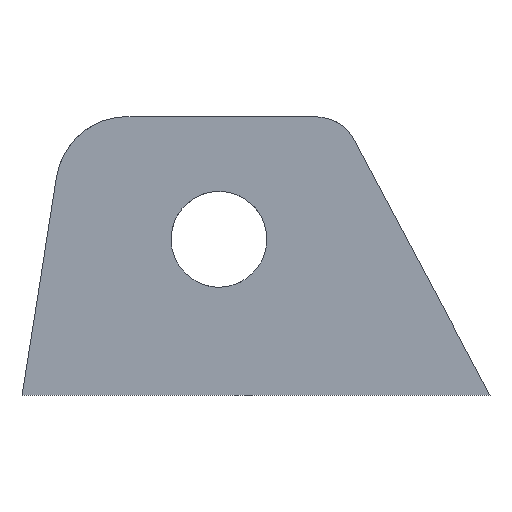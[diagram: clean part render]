
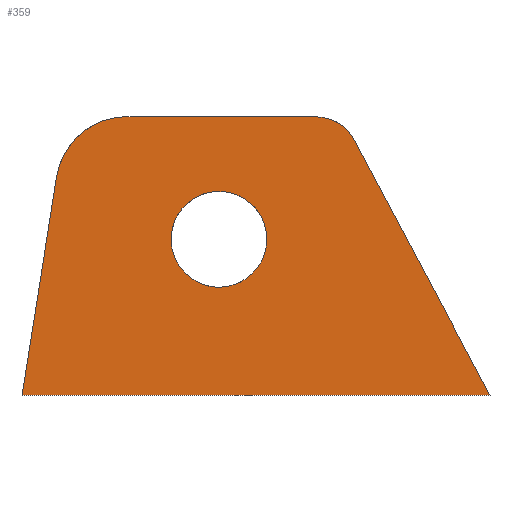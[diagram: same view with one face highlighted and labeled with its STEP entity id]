
A CAD part, top view. The second image highlights one B-rep face of the part: STEP entity #359.
In plain terms, the highlighted free-form (B-spline) face has degree [1, 1] with [2, 2] control points.
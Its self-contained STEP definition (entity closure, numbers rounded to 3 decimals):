
#6 = FACE_BOUND ( 'NONE', #240, .T. ) ;
#8 = CARTESIAN_POINT ( 'NONE',  ( 309.58, 74.609, 8. ) ) ;
#10 = VERTEX_POINT ( 'NONE', #258 ) ;
#19 = CARTESIAN_POINT ( 'NONE',  ( 113.778, 172.615, 8. ) ) ;
#21 = CARTESIAN_POINT ( 'NONE',  ( 208.161, 132.015, 8. ) ) ;
#30 = CARTESIAN_POINT ( 'NONE',  ( 96.995, 199.609, 8. ) ) ;
#31 = ORIENTED_EDGE ( 'NONE', *, *, #133, .F. ) ;
#36 = ORIENTED_EDGE ( 'NONE', *, *, #281, .F. ) ;
#52 =( BOUNDED_CURVE ( )  B_SPLINE_CURVE ( 3, ( #360, #197, #395, #300 ),
 .UNSPECIFIED., .F., .T. ) 
 B_SPLINE_CURVE_WITH_KNOTS ( ( 4, 4 ),
 ( -3.142, 0. ),
 .UNSPECIFIED. ) 
 CURVE ( )  GEOMETRIC_REPRESENTATION_ITEM ( )  RATIONAL_B_SPLINE_CURVE ( ( 1., 0.333, 0.333, 1. ) ) 
 REPRESENTATION_ITEM ( '' )  );
#54 = CARTESIAN_POINT ( 'NONE',  ( 229.838, 199.609, 8. ) ) ;
#58 = CARTESIAN_POINT ( 'NONE',  ( 98.256, 74.609, 8. ) ) ;
#59 = CARTESIAN_POINT ( 'NONE',  ( 165.161, 144.609, 8. ) ) ;
#63 = CARTESIAN_POINT ( 'NONE',  ( 247.497, 188.999, 8. ) ) ;
#71 = CARTESIAN_POINT ( 'NONE',  ( 308.319, 74.609, 8. ) ) ;
#74 = ORIENTED_EDGE ( 'NONE', *, *, #220, .F. ) ;
#84 = CARTESIAN_POINT ( 'NONE',  ( 247.497, 188.999, 8. ) ) ;
#85 = CARTESIAN_POINT ( 'NONE',  ( 98.256, 74.609, 8. ) ) ;
#90 = EDGE_CURVE ( 'NONE', #396, #204, #254, .T. ) ;
#91 = CARTESIAN_POINT ( 'NONE',  ( 229.838, 199.609, 8. ) ) ;
#95 = CARTESIAN_POINT ( 'NONE',  ( 128.896, 199.609, 8. ) ) ;
#97 = CARTESIAN_POINT ( 'NONE',  ( 165.161, 144.609, 8. ) ) ;
#102 = VERTEX_POINT ( 'NONE', #91 ) ;
#105 =( BOUNDED_CURVE ( )  B_SPLINE_CURVE ( 3, ( #59, #413, #192, #326, #265, #21, #164 ),
 .UNSPECIFIED., .F., .T. ) 
 B_SPLINE_CURVE_WITH_KNOTS ( ( 4, 3, 4 ),
 ( -3.142, -1.571, 0. ),
 .UNSPECIFIED. ) 
 CURVE ( )  GEOMETRIC_REPRESENTATION_ITEM ( )  RATIONAL_B_SPLINE_CURVE ( ( 1., 0.805, 0.805, 1., 0.805, 0.805, 1. ) ) 
 REPRESENTATION_ITEM ( '' )  );
#110 = ORIENTED_EDGE ( 'NONE', *, *, #246, .F. ) ;
#118 = EDGE_CURVE ( 'NONE', #204, #305, #299, .T. ) ;
#129 =( BOUNDED_CURVE ( )  B_SPLINE_CURVE ( 3, ( #19, #263, #95, #224 ),
 .UNSPECIFIED., .F., .T. ) 
 B_SPLINE_CURVE_WITH_KNOTS ( ( 4, 4 ),
 ( -1.414, 0. ),
 .UNSPECIFIED. ) 
 CURVE ( )  GEOMETRIC_REPRESENTATION_ITEM ( )  RATIONAL_B_SPLINE_CURVE ( ( 1., 0.84, 0.84, 1. ) ) 
 REPRESENTATION_ITEM ( '' )  );
#133 = EDGE_CURVE ( 'NONE', #231, #396, #229, .T. ) ;
#140 = B_SPLINE_CURVE_WITH_KNOTS ( 'NONE', 1,
 ( #386, #388 ),
 .UNSPECIFIED., .F., .F.,
 ( 2, 2 ),
 ( 0., 1. ),
 .UNSPECIFIED. ) ;
#164 = CARTESIAN_POINT ( 'NONE',  ( 208.161, 144.609, 8. ) ) ;
#165 = CARTESIAN_POINT ( 'NONE',  ( 113.778, 172.615, 8. ) ) ;
#167 = CARTESIAN_POINT ( 'NONE',  ( 208.161, 144.609, 8. ) ) ;
#173 = CARTESIAN_POINT ( 'NONE',  ( 308.319, 74.609, 8. ) ) ;
#177 = CARTESIAN_POINT ( 'NONE',  ( 96.995, 74.609, 8. ) ) ;
#192 = CARTESIAN_POINT ( 'NONE',  ( 174.066, 123.109, 8. ) ) ;
#194 = EDGE_LOOP ( 'NONE', ( #74, #245, #313, #319, #31, #110 ) ) ;
#195 = CARTESIAN_POINT ( 'NONE',  ( 243.934, 195.7, 8. ) ) ;
#196 = ORIENTED_EDGE ( 'NONE', *, *, #209, .F. ) ;
#197 = CARTESIAN_POINT ( 'NONE',  ( 208.161, 187.609, 8. ) ) ;
#204 = VERTEX_POINT ( 'NONE', #295 ) ;
#209 = EDGE_CURVE ( 'NONE', #262, #226, #52, .T. ) ;
#213 = CARTESIAN_POINT ( 'NONE',  ( 308.319, 74.609, 8. ) ) ;
#220 = EDGE_CURVE ( 'NONE', #10, #102, #140, .T. ) ;
#222 = CARTESIAN_POINT ( 'NONE',  ( 113.778, 172.615, 8. ) ) ;
#224 = CARTESIAN_POINT ( 'NONE',  ( 145.384, 199.609, 8. ) ) ;
#226 = VERTEX_POINT ( 'NONE', #97 ) ;
#229 = B_SPLINE_CURVE_WITH_KNOTS ( 'NONE', 1,
 ( #84, #71 ),
 .UNSPECIFIED., .F., .F.,
 ( 2, 2 ),
 ( 0., 1. ),
 .UNSPECIFIED. ) ;
#231 = VERTEX_POINT ( 'NONE', #63 ) ;
#240 = EDGE_LOOP ( 'NONE', ( #36, #196 ) ) ;
#245 = ORIENTED_EDGE ( 'NONE', *, *, #267, .F. ) ;
#246 = EDGE_CURVE ( 'NONE', #102, #231, #324, .T. ) ;
#254 = B_SPLINE_CURVE_WITH_KNOTS ( 'NONE', 1,
 ( #213, #85 ),
 .UNSPECIFIED., .F., .F.,
 ( 2, 2 ),
 ( 0., 1. ),
 .UNSPECIFIED. ) ;
#258 = CARTESIAN_POINT ( 'NONE',  ( 145.384, 199.609, 8. ) ) ;
#262 = VERTEX_POINT ( 'NONE', #167 ) ;
#263 = CARTESIAN_POINT ( 'NONE',  ( 116.358, 188.901, 8. ) ) ;
#265 = CARTESIAN_POINT ( 'NONE',  ( 199.255, 123.109, 8. ) ) ;
#267 = EDGE_CURVE ( 'NONE', #305, #10, #129, .T. ) ;
#275 = FACE_OUTER_BOUND ( 'NONE', #194, .T. ) ;
#281 = EDGE_CURVE ( 'NONE', #226, #262, #105, .T. ) ;
#295 = CARTESIAN_POINT ( 'NONE',  ( 98.256, 74.609, 8. ) ) ;
#299 = B_SPLINE_CURVE_WITH_KNOTS ( 'NONE', 1,
 ( #58, #222 ),
 .UNSPECIFIED., .F., .F.,
 ( 2, 2 ),
 ( 0., 1. ),
 .UNSPECIFIED. ) ;
#300 = CARTESIAN_POINT ( 'NONE',  ( 165.161, 144.609, 8. ) ) ;
#302 = CARTESIAN_POINT ( 'NONE',  ( 309.58, 199.609, 8. ) ) ;
#305 = VERTEX_POINT ( 'NONE', #165 ) ;
#313 = ORIENTED_EDGE ( 'NONE', *, *, #118, .F. ) ;
#319 = ORIENTED_EDGE ( 'NONE', *, *, #90, .F. ) ;
#324 =( BOUNDED_CURVE ( )  B_SPLINE_CURVE ( 3, ( #54, #417, #195, #364 ),
 .UNSPECIFIED., .F., .T. ) 
 B_SPLINE_CURVE_WITH_KNOTS ( ( 4, 4 ),
 ( -1.082, 0. ),
 .UNSPECIFIED. ) 
 CURVE ( )  GEOMETRIC_REPRESENTATION_ITEM ( )  RATIONAL_B_SPLINE_CURVE ( ( 1., 0.905, 0.905, 1. ) ) 
 REPRESENTATION_ITEM ( '' )  );
#326 = CARTESIAN_POINT ( 'NONE',  ( 186.661, 123.109, 8. ) ) ;
#359 = ADVANCED_FACE ( 'NONE', ( #6, #275 ), #361, .F. ) ;
#360 = CARTESIAN_POINT ( 'NONE',  ( 208.161, 144.609, 8. ) ) ;
#361 = B_SPLINE_SURFACE_WITH_KNOTS ( 'NONE', 1, 1, ( 
 ( #30, #177 ),
 ( #302, #8 ) ),
 .UNSPECIFIED., .F., .F., .F.,
 ( 2, 2 ),
 ( 2, 2 ),
 ( 0., 1. ),
 ( 0., 1. ),
 .UNSPECIFIED. ) ;
#364 = CARTESIAN_POINT ( 'NONE',  ( 247.497, 188.999, 8. ) ) ;
#386 = CARTESIAN_POINT ( 'NONE',  ( 145.384, 199.609, 8. ) ) ;
#388 = CARTESIAN_POINT ( 'NONE',  ( 229.838, 199.609, 8. ) ) ;
#395 = CARTESIAN_POINT ( 'NONE',  ( 165.161, 187.609, 8. ) ) ;
#396 = VERTEX_POINT ( 'NONE', #173 ) ;
#413 = CARTESIAN_POINT ( 'NONE',  ( 165.161, 132.015, 8. ) ) ;
#417 = CARTESIAN_POINT ( 'NONE',  ( 237.428, 199.609, 8. ) ) ;
